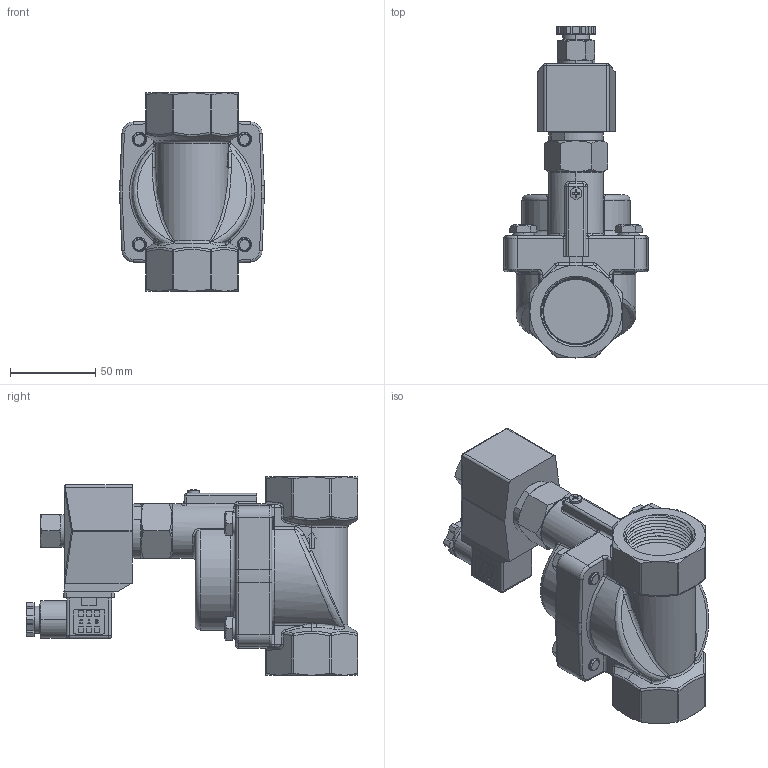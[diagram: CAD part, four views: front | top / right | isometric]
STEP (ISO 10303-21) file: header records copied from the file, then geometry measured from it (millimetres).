
FILE_DESCRIPTION (( 'STEP AP214' ), '1' );
FILE_NAME ('2MSO320-1-1-4.STEP', '2018-08-31T23:57:29', ( '' ), ( '' ), 'SwSTEP 2.0', 'SolidWorks 2016', '' );
FILE_SCHEMA (( 'AUTOMOTIVE_DESIGN' ));
Length unit declared in the file: millimetre
Products named in the file (1): 2MSO320-1-1-4
Bounding box: 84.68 x 194.21 x 116.1 mm (x, y, z)
Volume: 592861.5 mm3; surface area: 107475.2 mm2
Topology: 23 solids, 23 shells, 2250 faces, 6129 edges, 3990 vertices
Faces by surface type: plane 1082, cylinder 675, bspline 224, cone 150, torus 82, sphere 37
Entity records: 161833 total; most frequent: CARTESIAN_POINT 83935, ORIENTED_EDGE 12230, DIRECTION 9096, EDGE_CURVE 6115, VERTEX_POINT 3990, LINE 3474, VECTOR 3474, AXIS2_PLACEMENT_3D 2811
